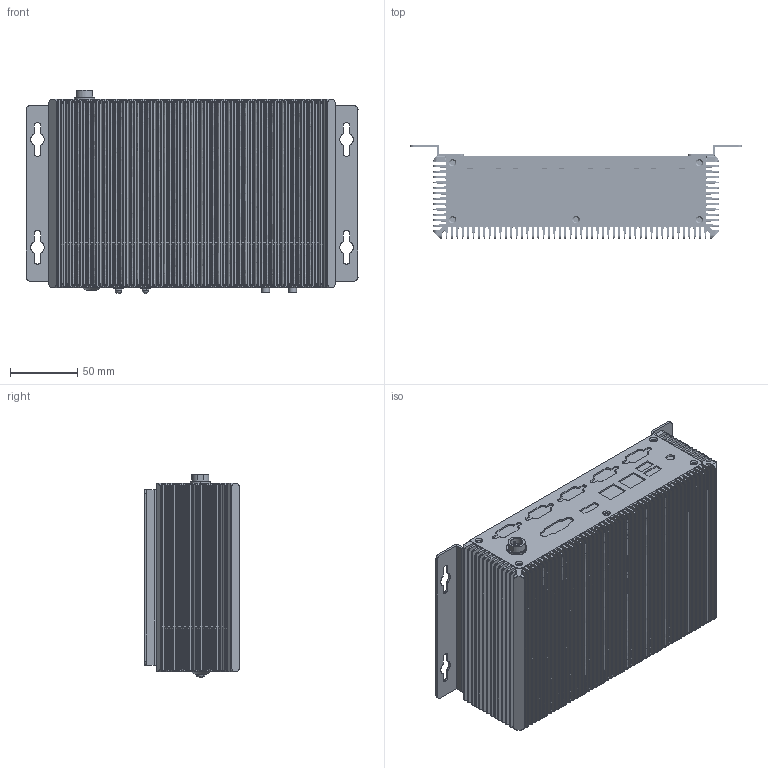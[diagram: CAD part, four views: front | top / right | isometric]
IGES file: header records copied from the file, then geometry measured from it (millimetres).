
Start section: SolidWorks IGES file using analytic representation for surfaces
Global section: file name: HT-BOXPC-B.IGS; native system: SolidWorks 2016; preprocessor: SolidWorks 2016; author: PC; date: 220125.212917; units: millimetre
Bounding box: 246.15 x 70.1 x 150.7 mm (x, y, z)
Surface area: 327715.3 mm2 (no closed solid volume)
Topology: 0 solids, 0 shells, 1935 faces, 21819 edges, 21783 vertices
Faces by surface type: bspline 1176, revolution 759
